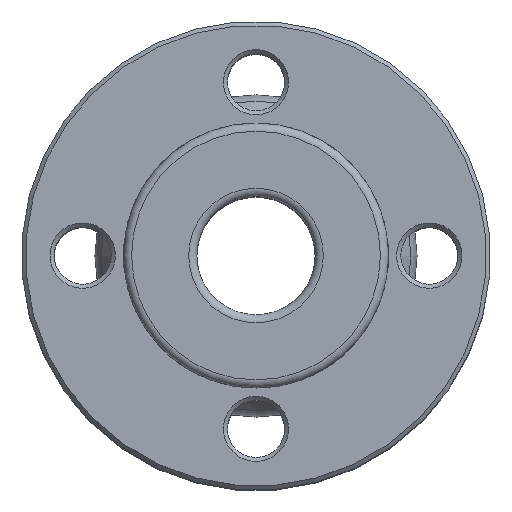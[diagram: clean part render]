
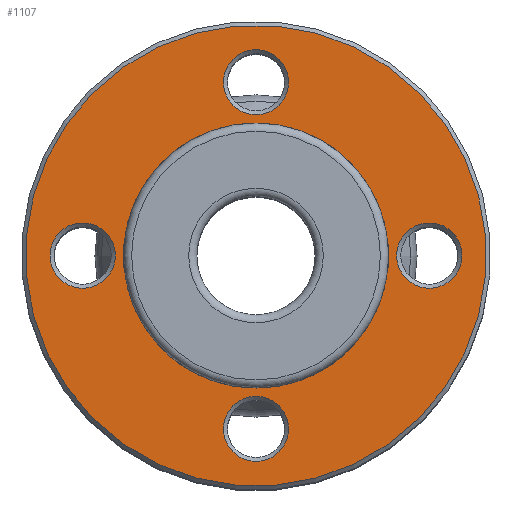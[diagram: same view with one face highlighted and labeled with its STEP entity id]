
A CAD part, top view. The second image highlights one B-rep face of the part: STEP entity #1107.
In plain terms, the highlighted face is planar.
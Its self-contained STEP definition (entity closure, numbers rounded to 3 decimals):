
#78=FACE_BOUND('',#178,.T.);
#79=FACE_BOUND('',#179,.T.);
#80=FACE_BOUND('',#180,.T.);
#81=FACE_BOUND('',#181,.T.);
#82=FACE_BOUND('',#182,.T.);
#96=PLANE('',#1254);
#107=FACE_OUTER_BOUND('',#177,.T.);
#177=EDGE_LOOP('',(#754));
#178=EDGE_LOOP('',(#755));
#179=EDGE_LOOP('',(#756));
#180=EDGE_LOOP('',(#757));
#181=EDGE_LOOP('',(#758));
#182=EDGE_LOOP('',(#759));
#330=CIRCLE('',#1252,8.);
#332=CIRCLE('',#1255,56.5);
#333=CIRCLE('',#1256,8.);
#334=CIRCLE('',#1257,8.);
#335=CIRCLE('',#1258,32.5);
#336=CIRCLE('',#1259,8.);
#468=VERTEX_POINT('',#1927);
#470=VERTEX_POINT('',#1933);
#471=VERTEX_POINT('',#1935);
#472=VERTEX_POINT('',#1937);
#473=VERTEX_POINT('',#1939);
#474=VERTEX_POINT('',#1941);
#579=EDGE_CURVE('',#468,#468,#330,.T.);
#582=EDGE_CURVE('',#470,#470,#332,.T.);
#583=EDGE_CURVE('',#471,#471,#333,.T.);
#584=EDGE_CURVE('',#472,#472,#334,.T.);
#585=EDGE_CURVE('',#473,#473,#335,.T.);
#586=EDGE_CURVE('',#474,#474,#336,.T.);
#754=ORIENTED_EDGE('',*,*,#582,.F.);
#755=ORIENTED_EDGE('',*,*,#583,.F.);
#756=ORIENTED_EDGE('',*,*,#584,.F.);
#757=ORIENTED_EDGE('',*,*,#585,.F.);
#758=ORIENTED_EDGE('',*,*,#586,.F.);
#759=ORIENTED_EDGE('',*,*,#579,.F.);
#1107=ADVANCED_FACE('',(#107,#78,#79,#80,#81,#82),#96,.T.);
#1252=AXIS2_PLACEMENT_3D('',#1928,#1469,#1470);
#1254=AXIS2_PLACEMENT_3D('',#1932,#1474,#1475);
#1255=AXIS2_PLACEMENT_3D('',#1934,#1476,#1477);
#1256=AXIS2_PLACEMENT_3D('',#1936,#1478,#1479);
#1257=AXIS2_PLACEMENT_3D('',#1938,#1480,#1481);
#1258=AXIS2_PLACEMENT_3D('',#1940,#1482,#1483);
#1259=AXIS2_PLACEMENT_3D('',#1942,#1484,#1485);
#1469=DIRECTION('center_axis',(0.,-1.,0.));
#1470=DIRECTION('ref_axis',(0.,0.,-1.));
#1474=DIRECTION('center_axis',(0.,-1.,0.));
#1475=DIRECTION('ref_axis',(0.,0.,-1.));
#1476=DIRECTION('center_axis',(0.,1.,0.));
#1477=DIRECTION('ref_axis',(-1.,0.,0.));
#1478=DIRECTION('center_axis',(0.,-1.,0.));
#1479=DIRECTION('ref_axis',(-1.,0.,0.));
#1480=DIRECTION('center_axis',(0.,-1.,0.));
#1481=DIRECTION('ref_axis',(1.,0.,0.));
#1482=DIRECTION('center_axis',(0.,-1.,0.));
#1483=DIRECTION('ref_axis',(1.,0.,0.));
#1484=DIRECTION('center_axis',(0.,-1.,0.));
#1485=DIRECTION('ref_axis',(0.,0.,1.));
#1927=CARTESIAN_POINT('',(30.052,0.,-22.052));
#1928=CARTESIAN_POINT('Origin',(30.052,0.,-30.052));
#1932=CARTESIAN_POINT('Origin',(32.5,0.,0.));
#1933=CARTESIAN_POINT('',(56.5,0.,0.));
#1934=CARTESIAN_POINT('Origin',(0.,0.,0.));
#1935=CARTESIAN_POINT('',(-22.052,0.,-30.052));
#1936=CARTESIAN_POINT('Origin',(-30.052,0.,
-30.052));
#1937=CARTESIAN_POINT('',(22.052,0.,30.052));
#1938=CARTESIAN_POINT('Origin',(30.052,0.,30.052));
#1939=CARTESIAN_POINT('',(-32.5,0.,0.));
#1940=CARTESIAN_POINT('Origin',(0.,0.,0.));
#1941=CARTESIAN_POINT('',(-30.052,0.,22.052));
#1942=CARTESIAN_POINT('Origin',(-30.052,0.,
30.052));
